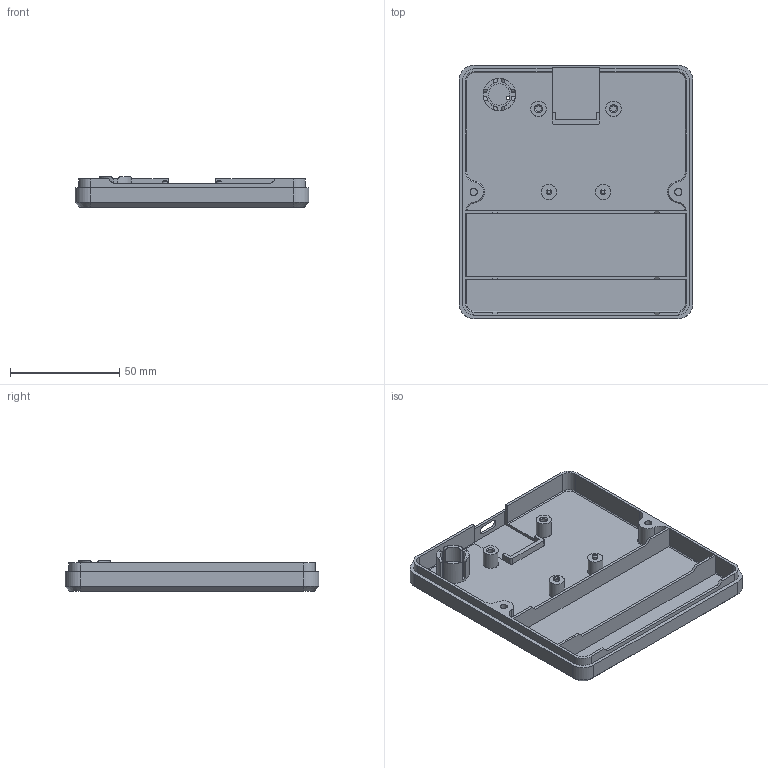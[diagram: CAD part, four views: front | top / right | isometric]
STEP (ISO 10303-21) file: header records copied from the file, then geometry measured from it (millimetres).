
FILE_DESCRIPTION(/* description */ (''),/* implementation_level */ '2;1');
FILE_NAME(/* name */ 'PlayerBottom_Buzzer - Exact.stp',/* time_stamp */ '2025-07-24T13:30:30-06:00',/* author */ (''),/* organization */ (''),/* preprocessor_version */ 'ST-DEVELOPER v20',/* originating_system */ 'SIEMENS PLM Software NX2412.4001',/* authorisation */ '');
FILE_SCHEMA (('AUTOMOTIVE_DESIGN { 1 0 10303 214 3 1 1 1 }'));
Length unit declared in the file: millimetre
Products named in the file (1): PlayerBottom
Bounding box: 107 x 116 x 14 mm (x, y, z)
Volume: 49155.8 mm3; surface area: 39680.6 mm2
Topology: 1 solids, 1 shells, 193 faces, 501 edges, 326 vertices
Faces by surface type: plane 102, cylinder 73, cone 18
Full cylindrical faces by diameter (mm): 1.7 x1, 2.5 x2, 2.7 x2, 3.25 x2, 7 x6, 14.75 x1
Entity records: 5997 total; most frequent: CARTESIAN_POINT 1237, DIRECTION 1003, ORIENTED_EDGE 954, EDGE_CURVE 477, AXIS2_PLACEMENT_3D 350, VERTEX_POINT 320, LINE 303, VECTOR 303
